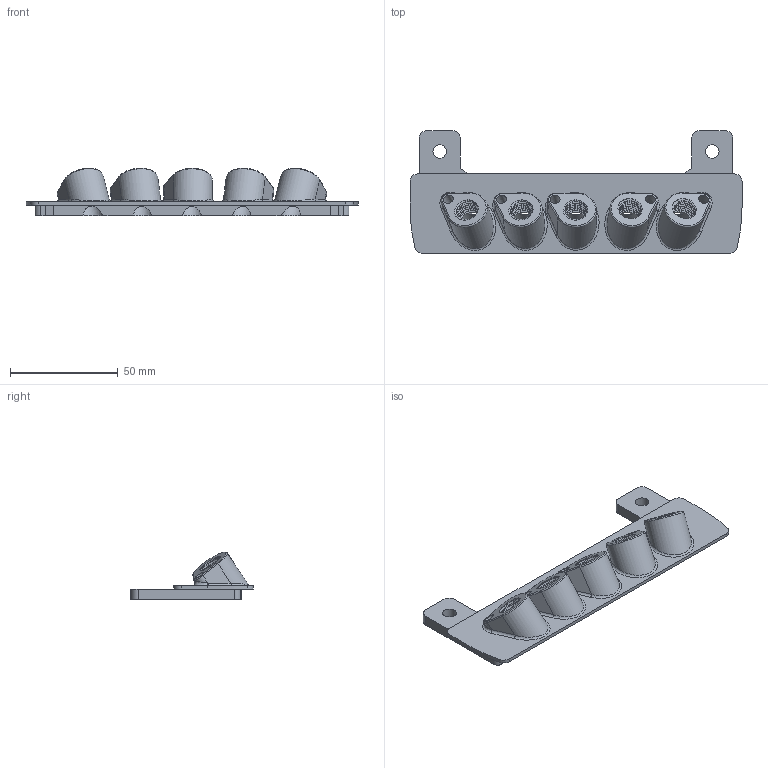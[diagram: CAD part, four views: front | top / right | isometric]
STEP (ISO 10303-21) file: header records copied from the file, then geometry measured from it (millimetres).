
FILE_DESCRIPTION(('Open CASCADE Model'),'2;1');
FILE_NAME('Open CASCADE Shape Model','2024-08-27T16:24:48',('Author'),( 'Open CASCADE'),'Open CASCADE STEP processor 7.7','Open CASCADE 7.7' ,'Unknown');
FILE_SCHEMA(('AUTOMOTIVE_DESIGN { 1 0 10303 214 1 1 1 1 }'));
Products named in the file (1): Open CASCADE STEP translator 7.7 5
Bounding box: 154 x 56.8 x 22.1 mm (x, y, z)
Volume: 43370.1 mm3; surface area: 23842 mm2
Topology: 1 solids, 1 shells, 252 faces, 647 edges, 409 vertices
Faces by surface type: plane 99, cylinder 91, bspline 42, torus 20
Full cylindrical faces by diameter (mm): 4.7 x7, 6.3 x2, 10.576 x35
Entity records: 46031 total; most frequent: CARTESIAN_POINT 34030, DIRECTION 1908, ORIENTED_EDGE 1294, PCURVE 1294, DEFINITIONAL_REPRESENTATION 1294, LINE 1125, VECTOR 1125, EDGE_CURVE 647
